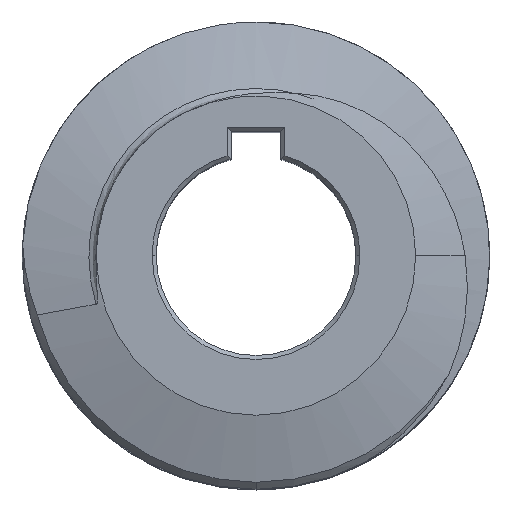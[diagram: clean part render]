
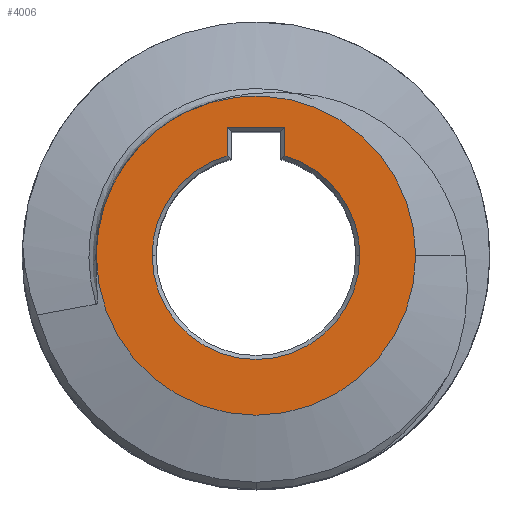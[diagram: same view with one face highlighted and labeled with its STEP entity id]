
A CAD part, top view. The second image highlights one B-rep face of the part: STEP entity #4006.
In plain terms, the highlighted planar face has unit normal (0, 0, 1).
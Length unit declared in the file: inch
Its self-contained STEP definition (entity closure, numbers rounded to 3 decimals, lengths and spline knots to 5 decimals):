
#10 = VERTEX_POINT ( 'NONE', #91 ) ;
#14 = VERTEX_POINT ( 'NONE', #46 ) ;
#25 = VERTEX_POINT ( 'NONE', #258 ) ;
#46 = CARTESIAN_POINT ( 'NONE',  ( -0.39967, 0., 0.5625 ) ) ;
#91 = CARTESIAN_POINT ( 'NONE',  ( 0.0725, 0.24969, 0.5625 ) ) ;
#107 = VERTEX_POINT ( 'NONE', #154 ) ;
#154 = CARTESIAN_POINT ( 'NONE',  ( 0.26, 0., 0.5625 ) ) ;
#197 = VERTEX_POINT ( 'NONE', #266 ) ;
#233 = CARTESIAN_POINT ( 'NONE',  ( -0.0725, 0.24969, 0.5625 ) ) ;
#235 = VERTEX_POINT ( 'NONE', #253 ) ;
#243 = CARTESIAN_POINT ( 'NONE',  ( -0.39422, 0.06575, 0.5625 ) ) ;
#246 = CARTESIAN_POINT ( 'NONE',  ( -0.0725, 0.32, 0.5625 ) ) ;
#247 = CARTESIAN_POINT ( 'NONE',  ( -0.26, 0., 0.5625 ) ) ;
#249 = VERTEX_POINT ( 'NONE', #247 ) ;
#253 = CARTESIAN_POINT ( 'NONE',  ( 0.39967, 0., 0.5625 ) ) ;
#258 = CARTESIAN_POINT ( 'NONE',  ( -0.17835, 0.35767, 0.5625 ) ) ;
#262 = VERTEX_POINT ( 'NONE', #246 ) ;
#265 = VERTEX_POINT ( 'NONE', #243 ) ;
#266 = CARTESIAN_POINT ( 'NONE',  ( 0.0725, 0.32, 0.5625 ) ) ;
#283 = VERTEX_POINT ( 'NONE', #233 ) ;
#375 = EDGE_LOOP ( 'NONE', ( #3762, #3835, #3979, #3810 ) ) ;
#428 = EDGE_LOOP ( 'NONE', ( #3804, #3733, #3877, #3742, #3945, #3776 ) ) ;
#1293 = DIRECTION ( 'NONE',  ( 1., 0., 0. ) ) ;
#1294 = DIRECTION ( 'NONE',  ( 0., 0., 1. ) ) ;
#1296 = CARTESIAN_POINT ( 'NONE',  ( 0., 0., 0.5625 ) ) ;
#1312 = DIRECTION ( 'NONE',  ( -1., 0., 0. ) ) ;
#1313 = DIRECTION ( 'NONE',  ( 0., 0., -1. ) ) ;
#1319 = CARTESIAN_POINT ( 'NONE',  ( 0., 0., 0.5625 ) ) ;
#1346 = DIRECTION ( 'NONE',  ( 0., -1., 0. ) ) ;
#1349 = CARTESIAN_POINT ( 'NONE',  ( 0.0725, 0., 0.5625 ) ) ;
#1641 = DIRECTION ( 'NONE',  ( -1., 0., 0. ) ) ;
#1652 = CARTESIAN_POINT ( 'NONE',  ( -0.39162, 0.08135, 0.5625 ) ) ;
#1694 = CARTESIAN_POINT ( 'NONE',  ( 0., 0., 0.5625 ) ) ;
#1754 = CARTESIAN_POINT ( 'NONE',  ( -0.37396, 0.14191, 0.5625 ) ) ;
#1793 = CARTESIAN_POINT ( 'NONE',  ( -0.38811, 0.09671, 0.5625 ) ) ;
#1796 = CARTESIAN_POINT ( 'NONE',  ( -0.28031, 0.28531, 0.5625 ) ) ;
#1903 = DIRECTION ( 'NONE',  ( 1., 0., 0. ) ) ;
#1906 = CARTESIAN_POINT ( 'NONE',  ( -0.52245, 0.32, 0.5625 ) ) ;
#1982 = DIRECTION ( 'NONE',  ( 0., 0., -1. ) ) ;
#2397 = CARTESIAN_POINT ( 'NONE',  ( -0.30183, 0.26245, 0.5625 ) ) ;
#2398 = CARTESIAN_POINT ( 'NONE',  ( -0.31202, 0.25024, 0.5625 ) ) ;
#2399 = CARTESIAN_POINT ( 'NONE',  ( -0.34, 0.21241, 0.5625 ) ) ;
#2404 = CARTESIAN_POINT ( 'NONE',  ( -0.23254, 0.32543, 0.5625 ) ) ;
#2410 = CARTESIAN_POINT ( 'NONE',  ( -0.17835, 0.35767, 0.5625 ) ) ;
#2417 = CARTESIAN_POINT ( 'NONE',  ( -0.20627, 0.34268, 0.5625 ) ) ;
#2418 = CARTESIAN_POINT ( 'NONE',  ( -0.2576, 0.30676, 0.5625 ) ) ;
#2445 = CARTESIAN_POINT ( 'NONE',  ( -0.19251, 0.3506, 0.5625 ) ) ;
#2464 = CARTESIAN_POINT ( 'NONE',  ( -0.39422, 0.06575, 0.5625 ) ) ;
#2466 = CARTESIAN_POINT ( 'NONE',  ( -0.37929, 0.12695, 0.5625 ) ) ;
#2467 = CARTESIAN_POINT ( 'NONE',  ( -0.35549, 0.18533, 0.5625 ) ) ;
#3352 = DIRECTION ( 'NONE',  ( 0., 0., -1. ) ) ;
#3353 = CARTESIAN_POINT ( 'NONE',  ( -0.52245, 0., 0.5625 ) ) ;
#3363 = DIRECTION ( 'NONE',  ( 0., -1., 0. ) ) ;
#3372 = PLANE ( 'NONE',  #4497 ) ;
#3532 = CARTESIAN_POINT ( 'NONE',  ( 0., 0., 0.5625 ) ) ;
#3537 = DIRECTION ( 'NONE',  ( 0., 0., -1. ) ) ;
#3538 = DIRECTION ( 'NONE',  ( -1., 0., 0. ) ) ;
#3599 = CARTESIAN_POINT ( 'NONE',  ( -0.0725, 0., 0.5625 ) ) ;
#3600 = DIRECTION ( 'NONE',  ( 0., 1., 0. ) ) ;
#3699 = VECTOR ( 'NONE', #3600, 39.37008 ) ;
#3705 = CIRCLE ( 'NONE', #4317, 0.39967 ) ;
#3706 = LINE ( 'NONE', #3599, #3699 ) ;
#3716 = VECTOR ( 'NONE', #1346, 39.37008 ) ;
#3724 = CIRCLE ( 'NONE', #4290, 0.26 ) ;
#3733 = ORIENTED_EDGE ( 'NONE', *, *, #4390, .T. ) ;
#3742 = ORIENTED_EDGE ( 'NONE', *, *, #4258, .T. ) ;
#3762 = ORIENTED_EDGE ( 'NONE', *, *, #4397, .T. ) ;
#3764 = CIRCLE ( 'NONE', #4376, 0.39967 ) ;
#3775 = FACE_BOUND ( 'NONE', #428, .T. ) ;
#3776 = ORIENTED_EDGE ( 'NONE', *, *, #4471, .T. ) ;
#3804 = ORIENTED_EDGE ( 'NONE', *, *, #4296, .T. ) ;
#3810 = ORIENTED_EDGE ( 'NONE', *, *, #4292, .F. ) ;
#3834 = FACE_OUTER_BOUND ( 'NONE', #375, .T. ) ;
#3835 = ORIENTED_EDGE ( 'NONE', *, *, #4436, .T. ) ;
#3848 = CIRCLE ( 'NONE', #4454, 0.26 ) ;
#3849 = VECTOR ( 'NONE', #1903, 39.37008 ) ;
#3868 = CIRCLE ( 'NONE', #4412, 0.26 ) ;
#3877 = ORIENTED_EDGE ( 'NONE', *, *, #4498, .T. ) ;
#3897 = CIRCLE ( 'NONE', #4410, 0.39967 ) ;
#3910 = LINE ( 'NONE', #1906, #3849 ) ;
#3945 = ORIENTED_EDGE ( 'NONE', *, *, #4395, .T. ) ;
#3953 = B_SPLINE_CURVE_WITH_KNOTS ( 'NONE', 3,
 ( #2464, #1652, #1793, #2466, #1754, #2467, #2399, #2398, #2397, #1796, #2418, #2404, #2417, #2445, #2410 ),
 .UNSPECIFIED., .F., .F.,
 ( 4, 2, 2, 2, 2, 1, 2, 4 ),
 ( 0., 0.0012, 0.0024, 0.0048, 0.006, 0.0072, 0.0084, 0.0096 ),
 .UNSPECIFIED. ) ;
#3962 = LINE ( 'NONE', #1349, #3716 ) ;
#3979 = ORIENTED_EDGE ( 'NONE', *, *, #4442, .T. ) ;
#4006 = ADVANCED_FACE ( 'NONE', ( #3775, #3834 ), #3372, .F. ) ;
#4102 = DIRECTION ( 'NONE',  ( 1., 0., 0. ) ) ;
#4105 = DIRECTION ( 'NONE',  ( 0., 0., 1. ) ) ;
#4109 = CARTESIAN_POINT ( 'NONE',  ( 0., 0., 0.5625 ) ) ;
#4239 = DIRECTION ( 'NONE',  ( 1., 0., 0. ) ) ;
#4258 = EDGE_CURVE ( 'NONE', #107, #249, #3848, .T. ) ;
#4284 = DIRECTION ( 'NONE',  ( 0., 0., 1. ) ) ;
#4290 = AXIS2_PLACEMENT_3D ( 'NONE', #3532, #3537, #3538 ) ;
#4292 = EDGE_CURVE ( 'NONE', #265, #25, #3953, .T. ) ;
#4296 = EDGE_CURVE ( 'NONE', #262, #197, #3910, .T. ) ;
#4308 = CARTESIAN_POINT ( 'NONE',  ( 0., 0., 0.5625 ) ) ;
#4317 = AXIS2_PLACEMENT_3D ( 'NONE', #4109, #4105, #4102 ) ;
#4376 = AXIS2_PLACEMENT_3D ( 'NONE', #4308, #4284, #4239 ) ;
#4390 = EDGE_CURVE ( 'NONE', #197, #10, #3962, .T. ) ;
#4395 = EDGE_CURVE ( 'NONE', #249, #283, #3868, .T. ) ;
#4397 = EDGE_CURVE ( 'NONE', #265, #14, #3897, .T. ) ;
#4410 = AXIS2_PLACEMENT_3D ( 'NONE', #1296, #1294, #1293 ) ;
#4412 = AXIS2_PLACEMENT_3D ( 'NONE', #1319, #1313, #1312 ) ;
#4436 = EDGE_CURVE ( 'NONE', #14, #235, #3764, .T. ) ;
#4442 = EDGE_CURVE ( 'NONE', #235, #25, #3705, .T. ) ;
#4454 = AXIS2_PLACEMENT_3D ( 'NONE', #1694, #1982, #1641 ) ;
#4471 = EDGE_CURVE ( 'NONE', #283, #262, #3706, .T. ) ;
#4497 = AXIS2_PLACEMENT_3D ( 'NONE', #3353, #3352, #3363 ) ;
#4498 = EDGE_CURVE ( 'NONE', #10, #107, #3724, .T. ) ;
